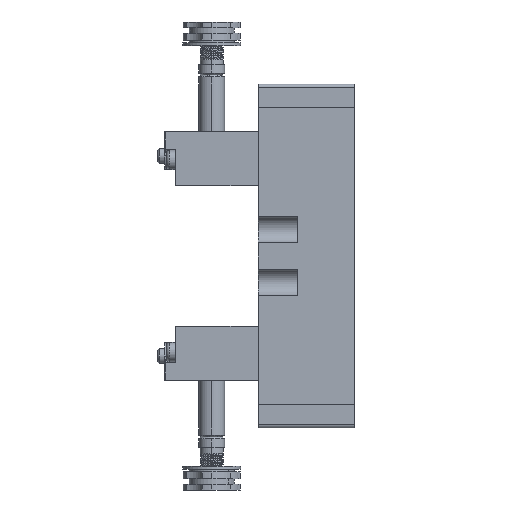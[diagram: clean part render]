
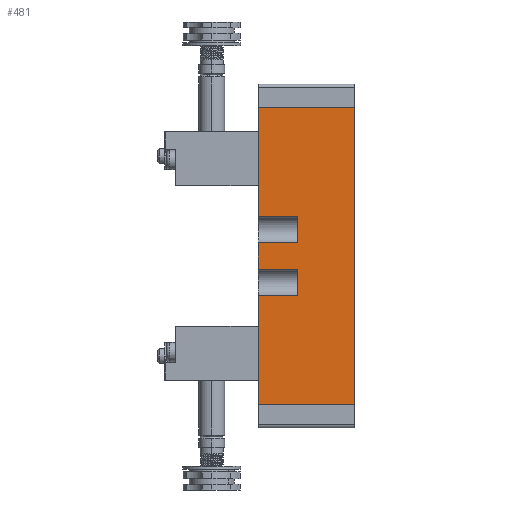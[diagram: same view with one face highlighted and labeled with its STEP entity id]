
A CAD part, left-side view. The second image highlights one B-rep face of the part: STEP entity #481.
In plain terms, the highlighted planar face has unit normal (-1, 0, 0).
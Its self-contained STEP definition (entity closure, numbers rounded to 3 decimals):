
#481 = ADVANCED_FACE ( 'NONE', ( #12309 ), #4566, .F. ) ;
#1283 = AXIS2_PLACEMENT_3D ( 'NONE', #4568, #4570, #4571 ) ;
#2396 = ORIENTED_EDGE ( 'NONE', *, *, #3609, .T. ) ;
#2398 = ORIENTED_EDGE ( 'NONE', *, *, #3760, .F. ) ;
#2400 = ORIENTED_EDGE ( 'NONE', *, *, #3603, .F. ) ;
#2402 = ORIENTED_EDGE ( 'NONE', *, *, #3701, .T. ) ;
#2404 = ORIENTED_EDGE ( 'NONE', *, *, #3786, .T. ) ;
#2406 = ORIENTED_EDGE ( 'NONE', *, *, #3878, .T. ) ;
#2408 = ORIENTED_EDGE ( 'NONE', *, *, #3671, .F. ) ;
#2410 = ORIENTED_EDGE ( 'NONE', *, *, #3742, .F. ) ;
#2412 = ORIENTED_EDGE ( 'NONE', *, *, #3756, .T. ) ;
#2414 = ORIENTED_EDGE ( 'NONE', *, *, #3680, .F. ) ;
#2416 = ORIENTED_EDGE ( 'NONE', *, *, #3698, .F. ) ;
#2418 = ORIENTED_EDGE ( 'NONE', *, *, #3628, .T. ) ;
#3157 = EDGE_LOOP ( 'NONE', ( #2396, #2398, #2400, #2402, #2404, #2406, #2408, #2410, #2412, #2414, #2416, #2418 ) ) ;
#3603 = EDGE_CURVE ( 'NONE', #17135, #17134, #13200, .T. ) ;
#3609 = EDGE_CURVE ( 'NONE', #17129, #17128, #13205, .T. ) ;
#3628 = EDGE_CURVE ( 'NONE', #17138, #17129, #13220, .T. ) ;
#3671 = EDGE_CURVE ( 'NONE', #17136, #10161, #13260, .T. ) ;
#3680 = EDGE_CURVE ( 'NONE', #17137, #17132, #13268, .T. ) ;
#3698 = EDGE_CURVE ( 'NONE', #17138, #17137, #13285, .T. ) ;
#3701 = EDGE_CURVE ( 'NONE', #17135, #17125, #13289, .T. ) ;
#3742 = EDGE_CURVE ( 'NONE', #17133, #17136, #13357, .T. ) ;
#3756 = EDGE_CURVE ( 'NONE', #17133, #17132, #13379, .T. ) ;
#3760 = EDGE_CURVE ( 'NONE', #17134, #17128, #13387, .T. ) ;
#3786 = EDGE_CURVE ( 'NONE', #17125, #10163, #13438, .T. ) ;
#3878 = EDGE_CURVE ( 'NONE', #10163, #10161, #15514, .T. ) ;
#4566 = PLANE ( 'NONE',  #1283 ) ;
#4568 = CARTESIAN_POINT ( 'NONE',  ( -19., 16.5, 51. ) ) ;
#4570 = DIRECTION ( 'NONE',  ( 1., 0., 0. ) ) ;
#4571 = DIRECTION ( 'NONE',  ( 0., 1., 0. ) ) ;
#5420 = CARTESIAN_POINT ( 'NONE',  ( -19., 16.5, 51. ) ) ;
#5421 = DIRECTION ( 'NONE',  ( 0., 0., -1. ) ) ;
#5617 = CARTESIAN_POINT ( 'NONE',  ( -19., 16.5, -51. ) ) ;
#5618 = DIRECTION ( 'NONE',  ( 0., -1., 0. ) ) ;
#8079 = CARTESIAN_POINT ( 'NONE',  ( -19., -16.5, -51. ) ) ;
#8080 = CARTESIAN_POINT ( 'NONE',  ( -19., 16.5, -51. ) ) ;
#9588 = CARTESIAN_POINT ( 'NONE',  ( -19., 3., -4.5 ) ) ;
#9589 = DIRECTION ( 'NONE',  ( 0., 0., 1. ) ) ;
#9595 = CARTESIAN_POINT ( 'NONE',  ( -19., 16.5, 51. ) ) ;
#9596 = DIRECTION ( 'NONE',  ( 0., 0., -1. ) ) ;
#9620 = CARTESIAN_POINT ( 'NONE',  ( -19., 3., 4.5 ) ) ;
#9621 = DIRECTION ( 'NONE',  ( 0., 1., 0. ) ) ;
#9668 = CARTESIAN_POINT ( 'NONE',  ( -19., -16.5, 51. ) ) ;
#9669 = DIRECTION ( 'NONE',  ( 0., 0., -1. ) ) ;
#9680 = CARTESIAN_POINT ( 'NONE',  ( -19., 3., 13.5 ) ) ;
#9681 = DIRECTION ( 'NONE',  ( 0., 1., 0. ) ) ;
#9703 = CARTESIAN_POINT ( 'NONE',  ( -19., 3., 13.5 ) ) ;
#9704 = DIRECTION ( 'NONE',  ( 0., 0., 1. ) ) ;
#9710 = CARTESIAN_POINT ( 'NONE',  ( -19., 3., -13.5 ) ) ;
#9711 = DIRECTION ( 'NONE',  ( 0., 1., 0. ) ) ;
#9807 = CARTESIAN_POINT ( 'NONE',  ( -19., 16.5, 51. ) ) ;
#9808 = DIRECTION ( 'NONE',  ( 0., -1., 0. ) ) ;
#9840 = CARTESIAN_POINT ( 'NONE',  ( -19., 16.5, 51. ) ) ;
#9841 = DIRECTION ( 'NONE',  ( 0., 0., -1. ) ) ;
#9849 = CARTESIAN_POINT ( 'NONE',  ( -19., 3., -4.5 ) ) ;
#9850 = DIRECTION ( 'NONE',  ( 0., 1., 0. ) ) ;
#10161 = VERTEX_POINT ( 'NONE', #8079 ) ;
#10163 = VERTEX_POINT ( 'NONE', #8080 ) ;
#11789 = CARTESIAN_POINT ( 'NONE',  ( -19., 16.5, -13.5 ) ) ;
#11794 = CARTESIAN_POINT ( 'NONE',  ( -19., 16.5, -4.5 ) ) ;
#11796 = CARTESIAN_POINT ( 'NONE',  ( -19., 16.5, 4.5 ) ) ;
#11802 = CARTESIAN_POINT ( 'NONE',  ( -19., 16.5, 13.5 ) ) ;
#11803 = CARTESIAN_POINT ( 'NONE',  ( -19., 16.5, 51. ) ) ;
#11805 = CARTESIAN_POINT ( 'NONE',  ( -19., 3., -4.5 ) ) ;
#11807 = CARTESIAN_POINT ( 'NONE',  ( -19., 3., -13.5 ) ) ;
#11809 = CARTESIAN_POINT ( 'NONE',  ( -19., -16.5, 51. ) ) ;
#11811 = CARTESIAN_POINT ( 'NONE',  ( -19., 3., 13.5 ) ) ;
#11813 = CARTESIAN_POINT ( 'NONE',  ( -19., 3., 4.5 ) ) ;
#12309 = FACE_OUTER_BOUND ( 'NONE', #3157, .T. ) ;
#13200 = LINE ( 'NONE', #9588, #13201 ) ;
#13201 = VECTOR ( 'NONE', #9589, 1000. ) ;
#13205 = LINE ( 'NONE', #9595, #13206 ) ;
#13206 = VECTOR ( 'NONE', #9596, 1000. ) ;
#13220 = LINE ( 'NONE', #9620, #13221 ) ;
#13221 = VECTOR ( 'NONE', #9621, 1000. ) ;
#13260 = LINE ( 'NONE', #9668, #13261 ) ;
#13261 = VECTOR ( 'NONE', #9669, 1000. ) ;
#13268 = LINE ( 'NONE', #9680, #13269 ) ;
#13269 = VECTOR ( 'NONE', #9681, 1000. ) ;
#13285 = LINE ( 'NONE', #9703, #13286 ) ;
#13286 = VECTOR ( 'NONE', #9704, 1000. ) ;
#13289 = LINE ( 'NONE', #9710, #13291 ) ;
#13291 = VECTOR ( 'NONE', #9711, 1000. ) ;
#13357 = LINE ( 'NONE', #9807, #13358 ) ;
#13358 = VECTOR ( 'NONE', #9808, 1000. ) ;
#13379 = LINE ( 'NONE', #9840, #13381 ) ;
#13381 = VECTOR ( 'NONE', #9841, 1000. ) ;
#13387 = LINE ( 'NONE', #9849, #13388 ) ;
#13388 = VECTOR ( 'NONE', #9850, 1000. ) ;
#13438 = LINE ( 'NONE', #5420, #13439 ) ;
#13439 = VECTOR ( 'NONE', #5421, 1000. ) ;
#15514 = LINE ( 'NONE', #5617, #15515 ) ;
#15515 = VECTOR ( 'NONE', #5618, 1000. ) ;
#17125 = VERTEX_POINT ( 'NONE', #11789 ) ;
#17128 = VERTEX_POINT ( 'NONE', #11794 ) ;
#17129 = VERTEX_POINT ( 'NONE', #11796 ) ;
#17132 = VERTEX_POINT ( 'NONE', #11802 ) ;
#17133 = VERTEX_POINT ( 'NONE', #11803 ) ;
#17134 = VERTEX_POINT ( 'NONE', #11805 ) ;
#17135 = VERTEX_POINT ( 'NONE', #11807 ) ;
#17136 = VERTEX_POINT ( 'NONE', #11809 ) ;
#17137 = VERTEX_POINT ( 'NONE', #11811 ) ;
#17138 = VERTEX_POINT ( 'NONE', #11813 ) ;
